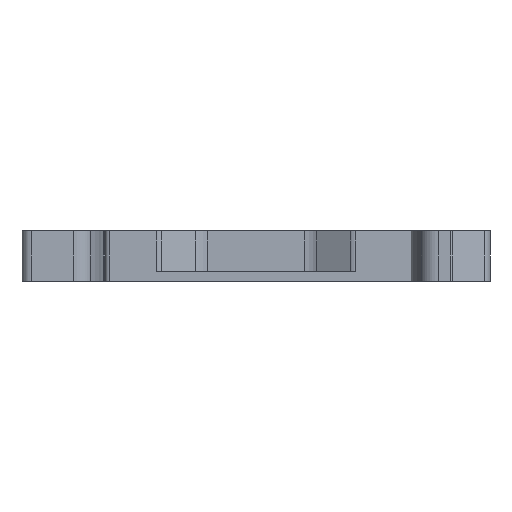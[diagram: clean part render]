
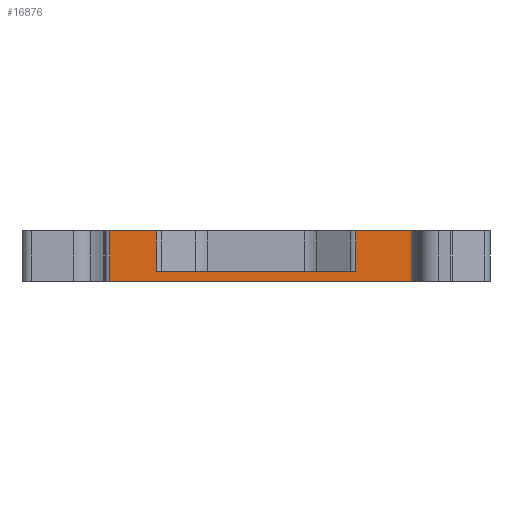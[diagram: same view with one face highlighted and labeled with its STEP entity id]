
A CAD part, front view. The second image highlights one B-rep face of the part: STEP entity #16876.
In plain terms, the highlighted planar face has unit normal (0, -1, 0).
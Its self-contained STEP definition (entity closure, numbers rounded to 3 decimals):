
#691 = CARTESIAN_POINT ( 'NONE',  ( -10.276, -23.35, 0. ) ) ;
#915 = ORIENTED_EDGE ( 'NONE', *, *, #1217, .F. ) ;
#1217 = EDGE_CURVE ( 'NONE', #21237, #11855, #15434, .T. ) ;
#2384 = CARTESIAN_POINT ( 'NONE',  ( -10.276, -23.35, -5.2 ) ) ;
#2396 = CARTESIAN_POINT ( 'NONE',  ( -5.468, -23.35, 0. ) ) ;
#2643 = AXIS2_PLACEMENT_3D ( 'NONE', #2384, #16061, #12627 ) ;
#2751 = VECTOR ( 'NONE', #5148, 1000. ) ;
#3203 = VERTEX_POINT ( 'NONE', #4620 ) ;
#3299 = CARTESIAN_POINT ( 'NONE',  ( -10.276, -23.35, 0. ) ) ;
#3470 = CARTESIAN_POINT ( 'NONE',  ( 15.168, -23.35, -5.2 ) ) ;
#3555 = VERTEX_POINT ( 'NONE', #6104 ) ;
#4054 = DIRECTION ( 'NONE',  ( 0., 0., -1. ) ) ;
#4547 = EDGE_CURVE ( 'NONE', #17850, #11855, #6741, .T. ) ;
#4620 = CARTESIAN_POINT ( 'NONE',  ( -10.276, -23.35, -5.2 ) ) ;
#4667 = CARTESIAN_POINT ( 'NONE',  ( -5.468, -23.35, -4.2 ) ) ;
#4842 = LINE ( 'NONE', #3299, #7835 ) ;
#5148 = DIRECTION ( 'NONE',  ( 0., 0., 1. ) ) ;
#5193 = EDGE_CURVE ( 'NONE', #3555, #3203, #8843, .T. ) ;
#5432 = VERTEX_POINT ( 'NONE', #2396 ) ;
#5575 = LINE ( 'NONE', #7411, #7200 ) ;
#5590 = DIRECTION ( 'NONE',  ( 1., 0., 0. ) ) ;
#5758 = EDGE_CURVE ( 'NONE', #20933, #17850, #5575, .T. ) ;
#6104 = CARTESIAN_POINT ( 'NONE',  ( 22.2, -23.35, -5.2 ) ) ;
#6201 = CARTESIAN_POINT ( 'NONE',  ( -10.276, -23.35, -5.2 ) ) ;
#6267 = ORIENTED_EDGE ( 'NONE', *, *, #4547, .T. ) ;
#6339 = CARTESIAN_POINT ( 'NONE',  ( -5.468, -23.35, -5.2 ) ) ;
#6741 = LINE ( 'NONE', #3470, #7149 ) ;
#7149 = VECTOR ( 'NONE', #10087, 1000. ) ;
#7200 = VECTOR ( 'NONE', #14205, 1000. ) ;
#7283 = ORIENTED_EDGE ( 'NONE', *, *, #5758, .T. ) ;
#7411 = CARTESIAN_POINT ( 'NONE',  ( -10.276, -23.35, 0. ) ) ;
#7835 = VECTOR ( 'NONE', #11465, 1000. ) ;
#8843 = LINE ( 'NONE', #19361, #19725 ) ;
#10087 = DIRECTION ( 'NONE',  ( 0., 0., -1. ) ) ;
#10415 = VECTOR ( 'NONE', #4054, 1000. ) ;
#11083 = DIRECTION ( 'NONE',  ( 0., 0., -1. ) ) ;
#11150 = EDGE_CURVE ( 'NONE', #21426, #3203, #18109, .T. ) ;
#11465 = DIRECTION ( 'NONE',  ( -1., 0., 0. ) ) ;
#11546 = ORIENTED_EDGE ( 'NONE', *, *, #18805, .T. ) ;
#11855 = VERTEX_POINT ( 'NONE', #18267 ) ;
#11880 = EDGE_CURVE ( 'NONE', #5432, #21426, #4842, .T. ) ;
#12627 = DIRECTION ( 'NONE',  ( 0., 0., -1. ) ) ;
#12923 = ORIENTED_EDGE ( 'NONE', *, *, #11150, .T. ) ;
#13427 = LINE ( 'NONE', #6339, #2751 ) ;
#13639 = ORIENTED_EDGE ( 'NONE', *, *, #20542, .F. ) ;
#13892 = LINE ( 'NONE', #13992, #10415 ) ;
#13992 = CARTESIAN_POINT ( 'NONE',  ( 22.2, -23.35, -5.2 ) ) ;
#14205 = DIRECTION ( 'NONE',  ( -1., 0., 0. ) ) ;
#15117 = CARTESIAN_POINT ( 'NONE',  ( 22.2, -23.35, 0. ) ) ;
#15434 = LINE ( 'NONE', #17054, #15861 ) ;
#15861 = VECTOR ( 'NONE', #5590, 1000. ) ;
#16061 = DIRECTION ( 'NONE',  ( 0., -1., 0. ) ) ;
#16214 = DIRECTION ( 'NONE',  ( -1., 0., 0. ) ) ;
#16876 = ADVANCED_FACE ( 'NONE', ( #18988 ), #20865, .T. ) ;
#17054 = CARTESIAN_POINT ( 'NONE',  ( -5.2, -23.35, -4.2 ) ) ;
#17488 = CARTESIAN_POINT ( 'NONE',  ( 15.168, -23.35, 0. ) ) ;
#17850 = VERTEX_POINT ( 'NONE', #17488 ) ;
#17937 = EDGE_LOOP ( 'NONE', ( #915, #11546, #19234, #12923, #20315, #13639, #7283, #6267 ) ) ;
#18109 = LINE ( 'NONE', #6201, #18624 ) ;
#18267 = CARTESIAN_POINT ( 'NONE',  ( 15.168, -23.35, -4.2 ) ) ;
#18624 = VECTOR ( 'NONE', #11083, 1000. ) ;
#18805 = EDGE_CURVE ( 'NONE', #21237, #5432, #13427, .T. ) ;
#18988 = FACE_OUTER_BOUND ( 'NONE', #17937, .T. ) ;
#19234 = ORIENTED_EDGE ( 'NONE', *, *, #11880, .T. ) ;
#19361 = CARTESIAN_POINT ( 'NONE',  ( -10.276, -23.35, -5.2 ) ) ;
#19725 = VECTOR ( 'NONE', #16214, 1000. ) ;
#20315 = ORIENTED_EDGE ( 'NONE', *, *, #5193, .F. ) ;
#20542 = EDGE_CURVE ( 'NONE', #20933, #3555, #13892, .T. ) ;
#20865 = PLANE ( 'NONE',  #2643 ) ;
#20933 = VERTEX_POINT ( 'NONE', #15117 ) ;
#21237 = VERTEX_POINT ( 'NONE', #4667 ) ;
#21426 = VERTEX_POINT ( 'NONE', #691 ) ;
